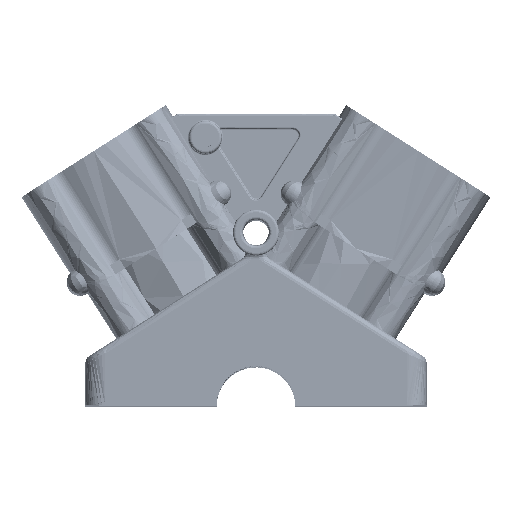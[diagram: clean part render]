
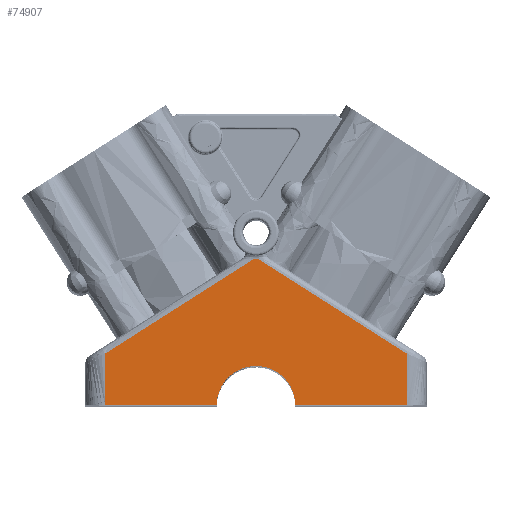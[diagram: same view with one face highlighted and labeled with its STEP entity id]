
A CAD part, top view. The second image highlights one B-rep face of the part: STEP entity #74907.
In plain terms, the highlighted free-form (B-spline) face has degree [1, 1] with [2, 2] control points.
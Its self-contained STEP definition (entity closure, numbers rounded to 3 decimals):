
#72945 = VERTEX_POINT('',#72946);
#72946 = CARTESIAN_POINT('',(-29.874,0.,
    328.616));
#72953 = EDGE_CURVE('',#72954,#72945,#72956,.T.);
#72954 = VERTEX_POINT('',#72955);
#72955 = CARTESIAN_POINT('',(29.874,0.,
    328.616));
#72956 = ( BOUNDED_CURVE() B_SPLINE_CURVE(2,(#72957,#72958,#72959,#72960
,#72961),.UNSPECIFIED.,.F.,.F.) B_SPLINE_CURVE_WITH_KNOTS((3,2,3),(0.,
1.571,3.142),.PIECEWISE_BEZIER_KNOTS.) CURVE() 
GEOMETRIC_REPRESENTATION_ITEM() RATIONAL_B_SPLINE_CURVE((1.,
0.707,1.,0.707,1.)) REPRESENTATION_ITEM('') );
#72957 = CARTESIAN_POINT('',(29.874,0.,328.616));
#72958 = CARTESIAN_POINT('',(29.874,29.874,
    328.616));
#72959 = CARTESIAN_POINT('',(0.,29.874,
    328.616));
#72960 = CARTESIAN_POINT('',(-29.874,29.874,
    328.616));
#72961 = CARTESIAN_POINT('',(-29.874,0.,
    328.616));
#74907 = ADVANCED_FACE('',(#74908),#74959,.F.);
#74908 = FACE_BOUND('',#74909,.T.);
#74909 = EDGE_LOOP('',(#74910,#74919,#74926,#74934,#74941,#74948,#74953,
    #74954));
#74910 = ORIENTED_EDGE('',*,*,#74911,.T.);
#74911 = EDGE_CURVE('',#74912,#74914,#74916,.T.);
#74912 = VERTEX_POINT('',#74913);
#74913 = CARTESIAN_POINT('',(114.518,0.,
    328.616));
#74914 = VERTEX_POINT('',#74915);
#74915 = CARTESIAN_POINT('',(114.518,39.212,
    328.616));
#74916 = B_SPLINE_CURVE_WITH_KNOTS('',1,(#74917,#74918),.UNSPECIFIED.,
  .F.,.F.,(2,2),(-35.75,3.628),
  .PIECEWISE_BEZIER_KNOTS.);
#74917 = CARTESIAN_POINT('',(114.518,0.,
    328.616));
#74918 = CARTESIAN_POINT('',(114.518,39.212,
    328.616));
#74919 = ORIENTED_EDGE('',*,*,#74920,.T.);
#74920 = EDGE_CURVE('',#74914,#74921,#74923,.T.);
#74921 = VERTEX_POINT('',#74922);
#74922 = CARTESIAN_POINT('',(1.461,111.237,
    328.616));
#74923 = B_SPLINE_CURVE_WITH_KNOTS('',1,(#74924,#74925),.UNSPECIFIED.,
  .F.,.F.,(2,2),(-126.76,7.854),
  .PIECEWISE_BEZIER_KNOTS.);
#74924 = CARTESIAN_POINT('',(114.518,39.212,
    328.616));
#74925 = CARTESIAN_POINT('',(1.461,111.237,
    328.616));
#74926 = ORIENTED_EDGE('',*,*,#74927,.T.);
#74927 = EDGE_CURVE('',#74921,#74928,#74930,.T.);
#74928 = VERTEX_POINT('',#74929);
#74929 = CARTESIAN_POINT('',(-1.461,111.237,
    328.616));
#74930 = ( BOUNDED_CURVE() B_SPLINE_CURVE(2,(#74931,#74932,#74933),
.UNSPECIFIED.,.F.,.F.) B_SPLINE_CURVE_WITH_KNOTS((3,3),(3.068,
3.215),.PIECEWISE_BEZIER_KNOTS.) CURVE() 
GEOMETRIC_REPRESENTATION_ITEM() RATIONAL_B_SPLINE_CURVE((1.,
0.997,1.)) REPRESENTATION_ITEM('') );
#74931 = CARTESIAN_POINT('',(1.461,111.237,
    328.616));
#74932 = CARTESIAN_POINT('',(0.,111.13,
    328.616));
#74933 = CARTESIAN_POINT('',(-1.461,111.237,
    328.616));
#74934 = ORIENTED_EDGE('',*,*,#74935,.T.);
#74935 = EDGE_CURVE('',#74928,#74936,#74938,.T.);
#74936 = VERTEX_POINT('',#74937);
#74937 = CARTESIAN_POINT('',(-114.518,39.212,
    328.616));
#74938 = B_SPLINE_CURVE_WITH_KNOTS('',1,(#74939,#74940),.UNSPECIFIED.,
  .F.,.F.,(2,2),(13.718,148.333),
  .PIECEWISE_BEZIER_KNOTS.);
#74939 = CARTESIAN_POINT('',(-1.461,111.237,
    328.616));
#74940 = CARTESIAN_POINT('',(-114.518,39.212,
    328.616));
#74941 = ORIENTED_EDGE('',*,*,#74942,.T.);
#74942 = EDGE_CURVE('',#74936,#74943,#74945,.T.);
#74943 = VERTEX_POINT('',#74944);
#74944 = CARTESIAN_POINT('',(-114.518,0.,
    328.616));
#74945 = B_SPLINE_CURVE_WITH_KNOTS('',1,(#74946,#74947),.UNSPECIFIED.,
  .F.,.F.,(2,2),(-39.377,0.),
  .PIECEWISE_BEZIER_KNOTS.);
#74946 = CARTESIAN_POINT('',(-114.518,39.212,
    328.616));
#74947 = CARTESIAN_POINT('',(-114.518,0.,
    328.616));
#74948 = ORIENTED_EDGE('',*,*,#74949,.F.);
#74949 = EDGE_CURVE('',#72945,#74943,#74950,.T.);
#74950 = B_SPLINE_CURVE_WITH_KNOTS('',1,(#74951,#74952),.UNSPECIFIED.,
  .F.,.F.,(2,2),(-90.,-5.),.PIECEWISE_BEZIER_KNOTS.);
#74951 = CARTESIAN_POINT('',(-29.874,0.,
    328.616));
#74952 = CARTESIAN_POINT('',(-114.518,0.,
    328.616));
#74953 = ORIENTED_EDGE('',*,*,#72953,.F.);
#74954 = ORIENTED_EDGE('',*,*,#74955,.F.);
#74955 = EDGE_CURVE('',#74912,#72954,#74956,.T.);
#74956 = B_SPLINE_CURVE_WITH_KNOTS('',1,(#74957,#74958),.UNSPECIFIED.,
  .F.,.F.,(2,2),(-235.,-150.),.PIECEWISE_BEZIER_KNOTS.);
#74957 = CARTESIAN_POINT('',(114.518,0.,
    328.616));
#74958 = CARTESIAN_POINT('',(29.874,0.,
    328.616));
#74959 = B_SPLINE_SURFACE_WITH_KNOTS('',1,1,(
    (#74960,#74961)
    ,(#74962,#74963
    )),.UNSPECIFIED.,.F.,.F.,.F.,(2,2),(2,2),(-114.859,
    -3.154),(-127.789,102.211),
  .PIECEWISE_BEZIER_KNOTS.);
#74960 = CARTESIAN_POINT('',(-114.518,0.,328.616));
#74961 = CARTESIAN_POINT('',(114.518,0.,328.616));
#74962 = CARTESIAN_POINT('',(-114.518,111.237,
    328.616));
#74963 = CARTESIAN_POINT('',(114.518,111.237,
    328.616));
